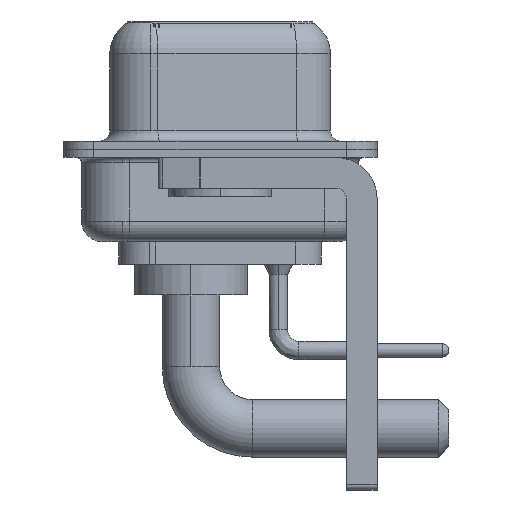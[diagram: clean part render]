
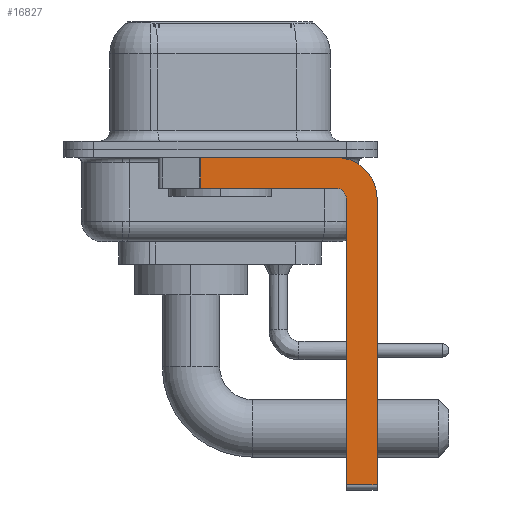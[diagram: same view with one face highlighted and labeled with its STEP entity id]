
A CAD part, left-side view. The second image highlights one B-rep face of the part: STEP entity #16827.
In plain terms, the highlighted planar face has unit normal (-1, 0, 0).
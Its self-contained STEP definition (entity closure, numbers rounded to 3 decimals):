
#343 = CARTESIAN_POINT ( 'NONE',  ( -2.9, -6.15, -2.4 ) ) ;
#370 = VERTEX_POINT ( 'NONE', #7068 ) ;
#536 = CARTESIAN_POINT ( 'NONE',  ( -2.9, -6.15, -16.6 ) ) ;
#1047 = EDGE_CURVE ( 'NONE', #21264, #14195, #5788, .T. ) ;
#1396 = DIRECTION ( 'NONE',  ( 0., 0., 1. ) ) ;
#1583 = ORIENTED_EDGE ( 'NONE', *, *, #1047, .T. ) ;
#1768 = LINE ( 'NONE', #8537, #14508 ) ;
#1780 = CARTESIAN_POINT ( 'NONE',  ( -2.9, -5.65, -1.9 ) ) ;
#1830 = EDGE_CURVE ( 'NONE', #14836, #370, #17065, .T. ) ;
#2245 = CARTESIAN_POINT ( 'NONE',  ( -2.9, -5.65, -2.4 ) ) ;
#2272 = CARTESIAN_POINT ( 'NONE',  ( -2.9, -5.65, -16.35 ) ) ;
#2460 = CARTESIAN_POINT ( 'NONE',  ( -2.9, 0.978, -1.9 ) ) ;
#2660 = CIRCLE ( 'NONE', #20418, 0.5 ) ;
#2769 = CARTESIAN_POINT ( 'NONE',  ( -2.9, -5.65, -2.4 ) ) ;
#3819 = CARTESIAN_POINT ( 'NONE',  ( -2.9, -5.65, -0.4 ) ) ;
#4049 = EDGE_CURVE ( 'NONE', #9322, #14195, #17015, .T. ) ;
#4636 = LINE ( 'NONE', #11424, #8599 ) ;
#5321 = ORIENTED_EDGE ( 'NONE', *, *, #14070, .F. ) ;
#5398 = CARTESIAN_POINT ( 'NONE',  ( -2.9, -7.65, -16.35 ) ) ;
#5788 = LINE ( 'NONE', #2460, #20720 ) ;
#6303 = ORIENTED_EDGE ( 'NONE', *, *, #15743, .F. ) ;
#7068 = CARTESIAN_POINT ( 'NONE',  ( -2.9, -7.65, -2.4 ) ) ;
#7287 = DIRECTION ( 'NONE',  ( 0., 0., 1. ) ) ;
#7757 = CARTESIAN_POINT ( 'NONE',  ( -2.9, 0.978, -1.9 ) ) ;
#8324 = CARTESIAN_POINT ( 'NONE',  ( -2.9, -6.15, -16.35 ) ) ;
#8537 = CARTESIAN_POINT ( 'NONE',  ( -2.9, -7.65, -2.4 ) ) ;
#8599 = VECTOR ( 'NONE', #18217, 1000. ) ;
#9322 = VERTEX_POINT ( 'NONE', #13575 ) ;
#9438 = FACE_OUTER_BOUND ( 'NONE', #17390, .T. ) ;
#9820 = CARTESIAN_POINT ( 'NONE',  ( -2.9, -5.65, -2.4 ) ) ;
#10106 = ORIENTED_EDGE ( 'NONE', *, *, #19074, .F. ) ;
#10713 = LINE ( 'NONE', #2272, #20098 ) ;
#10997 = PLANE ( 'NONE',  #15767 ) ;
#11019 = VECTOR ( 'NONE', #13463, 1000. ) ;
#11424 = CARTESIAN_POINT ( 'NONE',  ( -2.9, 3., -0.4 ) ) ;
#12823 = DIRECTION ( 'NONE',  ( 0., -1., 0. ) ) ;
#12834 = ORIENTED_EDGE ( 'NONE', *, *, #19193, .F. ) ;
#13463 = DIRECTION ( 'NONE',  ( 0., 1., 0. ) ) ;
#13575 = CARTESIAN_POINT ( 'NONE',  ( -2.9, -5.65, -1.9 ) ) ;
#14070 = EDGE_CURVE ( 'NONE', #370, #15754, #1768, .T. ) ;
#14195 = VERTEX_POINT ( 'NONE', #7757 ) ;
#14453 = DIRECTION ( 'NONE',  ( 1., 0., 0. ) ) ;
#14508 = VECTOR ( 'NONE', #18781, 1000. ) ;
#14836 = VERTEX_POINT ( 'NONE', #3819 ) ;
#15173 = VERTEX_POINT ( 'NONE', #8324 ) ;
#15346 = ORIENTED_EDGE ( 'NONE', *, *, #20076, .T. ) ;
#15511 = CARTESIAN_POINT ( 'NONE',  ( -2.9, 0.978, -0.4 ) ) ;
#15701 = DIRECTION ( 'NONE',  ( 1., 0., 0. ) ) ;
#15743 = EDGE_CURVE ( 'NONE', #21264, #14836, #4636, .T. ) ;
#15748 = LINE ( 'NONE', #536, #20773 ) ;
#15754 = VERTEX_POINT ( 'NONE', #5398 ) ;
#15767 = AXIS2_PLACEMENT_3D ( 'NONE', #2769, #14453, #21134 ) ;
#16619 = DIRECTION ( 'NONE',  ( -1., 0., 0. ) ) ;
#16827 = ADVANCED_FACE ( 'NONE', ( #9438 ), #10997, .F. ) ;
#17015 = LINE ( 'NONE', #1780, #11019 ) ;
#17065 = CIRCLE ( 'NONE', #19915, 2. ) ;
#17390 = EDGE_LOOP ( 'NONE', ( #6303, #1583, #17525, #12834, #10106, #15346, #5321, #18195 ) ) ;
#17525 = ORIENTED_EDGE ( 'NONE', *, *, #4049, .F. ) ;
#18195 = ORIENTED_EDGE ( 'NONE', *, *, #1830, .F. ) ;
#18217 = DIRECTION ( 'NONE',  ( 0., -1., 0. ) ) ;
#18328 = VERTEX_POINT ( 'NONE', #343 ) ;
#18781 = DIRECTION ( 'NONE',  ( 0., 0., -1. ) ) ;
#19074 = EDGE_CURVE ( 'NONE', #15173, #18328, #15748, .T. ) ;
#19193 = EDGE_CURVE ( 'NONE', #18328, #9322, #2660, .T. ) ;
#19480 = DIRECTION ( 'NONE',  ( 0., 0., -1. ) ) ;
#19915 = AXIS2_PLACEMENT_3D ( 'NONE', #2245, #15701, #20941 ) ;
#20076 = EDGE_CURVE ( 'NONE', #15173, #15754, #10713, .T. ) ;
#20098 = VECTOR ( 'NONE', #12823, 1000. ) ;
#20418 = AXIS2_PLACEMENT_3D ( 'NONE', #9820, #16619, #1396 ) ;
#20720 = VECTOR ( 'NONE', #19480, 1000. ) ;
#20773 = VECTOR ( 'NONE', #7287, 1000. ) ;
#20941 = DIRECTION ( 'NONE',  ( 0., 0., -1. ) ) ;
#21134 = DIRECTION ( 'NONE',  ( 0., 0., -1. ) ) ;
#21264 = VERTEX_POINT ( 'NONE', #15511 ) ;
